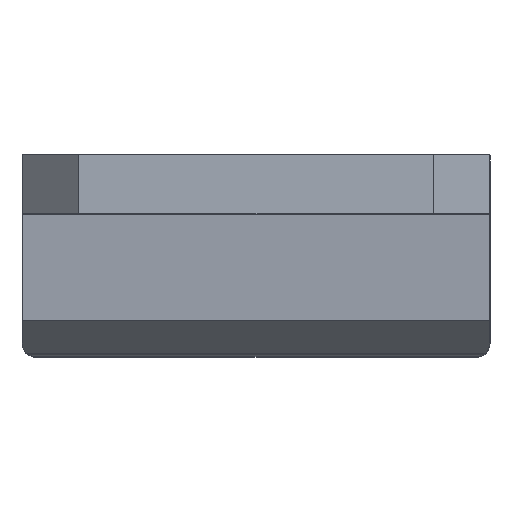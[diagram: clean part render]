
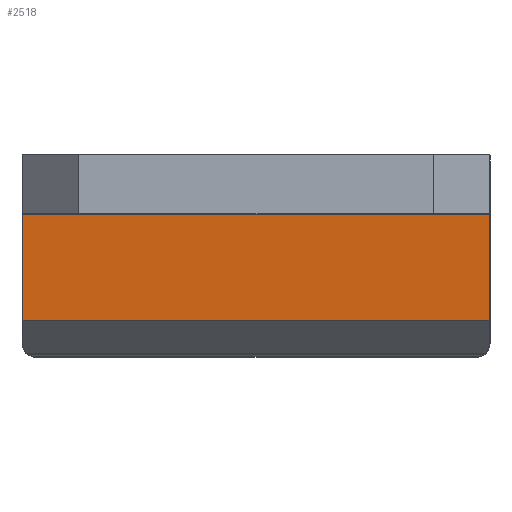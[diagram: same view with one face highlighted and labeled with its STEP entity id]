
A CAD part, top view. The second image highlights one B-rep face of the part: STEP entity #2518.
In plain terms, the highlighted planar face has unit normal (0, -0.087, 0.996).
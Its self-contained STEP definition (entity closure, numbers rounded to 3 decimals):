
#17 = DIRECTION ( 'NONE',  ( 0., 0.996, 0.087 ) ) ;
#169 = ORIENTED_EDGE ( 'NONE', *, *, #1476, .T. ) ;
#217 = ORIENTED_EDGE ( 'NONE', *, *, #6520, .F. ) ;
#330 = LINE ( 'NONE', #11489, #12204 ) ;
#421 = EDGE_LOOP ( 'NONE', ( #217, #5619, #169, #4815 ) ) ;
#495 = VECTOR ( 'NONE', #771, 1000. ) ;
#696 = PLANE ( 'NONE',  #12080 ) ;
#771 = DIRECTION ( 'NONE',  ( -1., 0., 0. ) ) ;
#1476 = EDGE_CURVE ( 'NONE', #8765, #4416, #330, .T. ) ;
#1502 = VECTOR ( 'NONE', #17, 1000. ) ;
#1725 = VERTEX_POINT ( 'NONE', #3656 ) ;
#2436 = DIRECTION ( 'NONE',  ( 0., 0.996, 0.087 ) ) ;
#2518 = ADVANCED_FACE ( 'NONE', ( #4122 ), #696, .T. ) ;
#3656 = CARTESIAN_POINT ( 'NONE',  ( -5.15, -2.605, 5.32 ) ) ;
#4122 = FACE_OUTER_BOUND ( 'NONE', #421, .T. ) ;
#4416 = VERTEX_POINT ( 'NONE', #4753 ) ;
#4753 = CARTESIAN_POINT ( 'NONE',  ( 5.15, -2.605, 5.32 ) ) ;
#4775 = EDGE_CURVE ( 'NONE', #4416, #1725, #5088, .T. ) ;
#4815 = ORIENTED_EDGE ( 'NONE', *, *, #4775, .T. ) ;
#4958 = VERTEX_POINT ( 'NONE', #11426 ) ;
#5088 = LINE ( 'NONE', #9956, #495 ) ;
#5180 = DIRECTION ( 'NONE',  ( 0., -0.996, -0.087 ) ) ;
#5211 = LINE ( 'NONE', #11692, #9654 ) ;
#5619 = ORIENTED_EDGE ( 'NONE', *, *, #10151, .T. ) ;
#5669 = CARTESIAN_POINT ( 'NONE',  ( -5.15, -2.14, 5.361 ) ) ;
#6281 = DIRECTION ( 'NONE',  ( 0., -0.087, 0.996 ) ) ;
#6520 = EDGE_CURVE ( 'NONE', #4958, #1725, #10140, .T. ) ;
#7405 = CARTESIAN_POINT ( 'NONE',  ( -5.15, -2.605, 5.32 ) ) ;
#8765 = VERTEX_POINT ( 'NONE', #12189 ) ;
#9456 = DIRECTION ( 'NONE',  ( 1., 0., 0. ) ) ;
#9654 = VECTOR ( 'NONE', #9456, 1000. ) ;
#9956 = CARTESIAN_POINT ( 'NONE',  ( -5.15, -2.605, 5.32 ) ) ;
#10140 = LINE ( 'NONE', #5669, #1502 ) ;
#10151 = EDGE_CURVE ( 'NONE', #4958, #8765, #5211, .T. ) ;
#11426 = CARTESIAN_POINT ( 'NONE',  ( -5.15, -4.938, 5.116 ) ) ;
#11489 = CARTESIAN_POINT ( 'NONE',  ( 5.15, -2.605, 5.32 ) ) ;
#11692 = CARTESIAN_POINT ( 'NONE',  ( 5.15, -4.938, 5.116 ) ) ;
#12080 = AXIS2_PLACEMENT_3D ( 'NONE', #7405, #6281, #5180 ) ;
#12189 = CARTESIAN_POINT ( 'NONE',  ( 5.15, -4.938, 5.116 ) ) ;
#12204 = VECTOR ( 'NONE', #2436, 1000. ) ;
